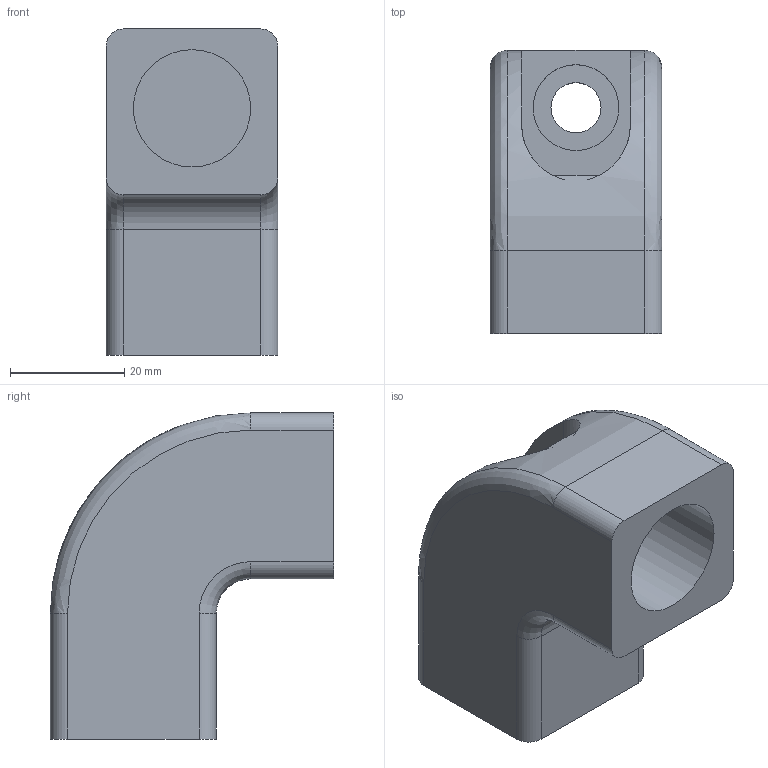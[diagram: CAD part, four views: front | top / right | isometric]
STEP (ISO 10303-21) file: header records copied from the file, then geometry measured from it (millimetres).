
FILE_DESCRIPTION(/* description */ ('SUPPORTO MANIGLIA PER TUBO D.20'),/* implementation_level */ '2;1');
FILE_NAME(/* name */ 'CMNAA0000002.stp',/* time_stamp */ '2018-01-31T14:25:36+01:00',/* author */ ('fzagni'),/* organization */ (''),/* preprocessor_version */ 'ST-DEVELOPER v16.1',/* originating_system */ 'Autodesk Inventor 2016',/* authorisation */ '');
FILE_SCHEMA (('AUTOMOTIVE_DESIGN { 1 0 10303 214 3 1 1 }'));
Length unit declared in the file: millimetre
Products named in the file (1): 15.326.00
Bounding box: 30 x 49.5 x 57 mm (x, y, z)
Volume: 42148.3 mm3; surface area: 12259.9 mm2
Topology: 1 solids, 1 shells, 35 faces, 83 edges, 53 vertices
Faces by surface type: cylinder 16, plane 15, bspline 4
Full cylindrical faces by diameter (mm): 4.5 x1, 8.75 x1, 15 x1, 20.5 x1
Entity records: 1320 total; most frequent: CARTESIAN_POINT 484, DIRECTION 178, ORIENTED_EDGE 156, EDGE_CURVE 78, AXIS2_PLACEMENT_3D 70, VERTEX_POINT 52, EDGE_LOOP 44, LINE 38
